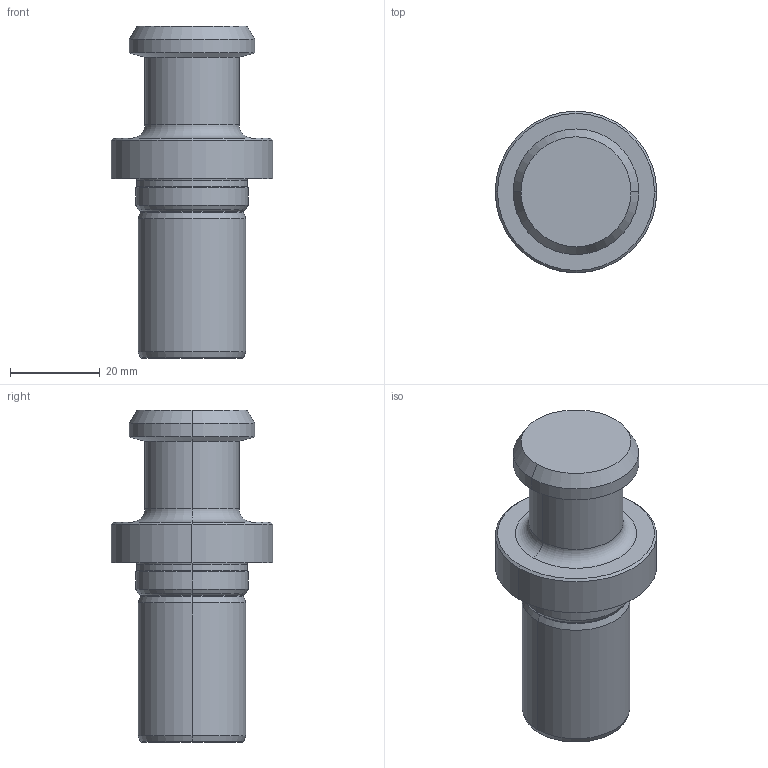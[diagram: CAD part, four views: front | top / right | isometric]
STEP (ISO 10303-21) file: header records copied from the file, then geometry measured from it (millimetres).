
FILE_DESCRIPTION (( 'STEP AP203' ), '1' );
FILE_NAME ('PS ISO50 A ISO7388 TC.STEP', '2019-04-08T08:52:57', ( '' ), ( '' ), 'SwSTEP 2.0', 'SolidWorks 2014', '' );
FILE_SCHEMA (( 'CONFIG_CONTROL_DESIGN' ));
Length unit declared in the file: millimetre
Products named in the file (1): PS ISO50 A ISO7388 TC
Bounding box: 36 x 36 x 74 mm (x, y, z)
Volume: 37697.7 mm3; surface area: 8094.9 mm2
Topology: 1 solids, 1 shells, 43 faces, 84 edges, 46 vertices
Faces by surface type: cone 18, cylinder 12, torus 8, plane 5
Entity records: 1169 total; most frequent: DIRECTION 226, CARTESIAN_POINT 174, ORIENTED_EDGE 168, AXIS2_PLACEMENT_3D 98, EDGE_CURVE 84, CIRCLE 54, EDGE_LOOP 46, VERTEX_POINT 46
